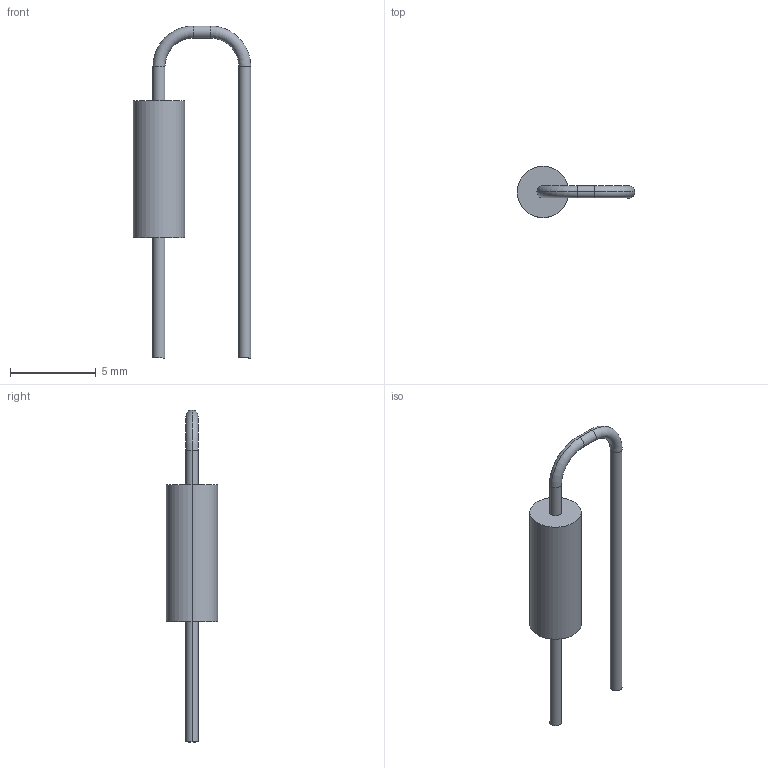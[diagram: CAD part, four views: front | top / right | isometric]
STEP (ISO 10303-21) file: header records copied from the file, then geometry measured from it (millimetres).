
FILE_DESCRIPTION(('FreeCAD Model'),'2;1');
FILE_NAME('D2261BAC-969E-46BB-BC3C-D5A05B7791A7.step', '2018-06-30T18:51:20',('kicad StepUp'),('ksu MCAD'), 'Open CASCADE STEP processor 7.2','FreeCAD','Unknown');
FILE_SCHEMA(('AUTOMOTIVE_DESIGN { 1 0 10303 214 1 1 1 1 }'));
Length unit declared in the file: millimetre
Products named in the file (1): D2261BAC-969E-46BB-BC3C-D5A05B7791A7
Bounding box: 6.85 x 3 x 19.35 mm (x, y, z)
Volume: 69.4 mm3; surface area: 162.7 mm2
Topology: 1 solids, 1 shells, 18 faces, 34 edges, 20 vertices
Faces by surface type: cylinder 10, torus 4, plane 4
Entity records: 597 total; most frequent: DIRECTION 96, CARTESIAN_POINT 73, ORIENTED_EDGE 68, AXIS2_PLACEMENT_3D 43, EDGE_CURVE 34, CIRCLE 24, FACE_BOUND 20, EDGE_LOOP 20
